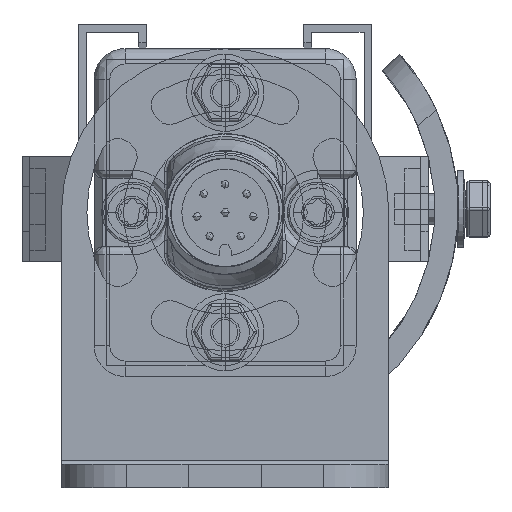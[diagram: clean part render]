
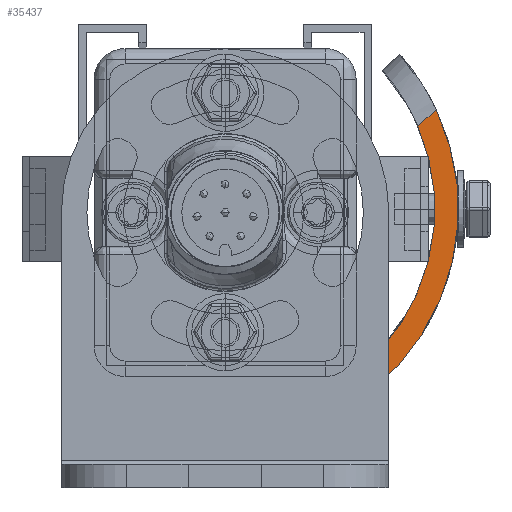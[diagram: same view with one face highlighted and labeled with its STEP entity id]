
A CAD part, front view. The second image highlights one B-rep face of the part: STEP entity #35437.
In plain terms, the highlighted face is planar.
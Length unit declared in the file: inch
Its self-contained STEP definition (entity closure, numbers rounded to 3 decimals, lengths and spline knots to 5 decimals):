
#34417=DIRECTION('',(1.,0.,0.));
#34418=VECTOR('',#34417,0.375);
#34419=CARTESIAN_POINT('',(0.,0.16,-1.11));
#34420=LINE('',#34419,#34418);
#34438=DIRECTION('',(0.,1.,0.));
#34439=VECTOR('',#34438,0.09);
#34440=CARTESIAN_POINT('',(0.375,0.16,-1.11));
#34441=LINE('',#34440,#34439);
#34459=DIRECTION('',(1.,0.,0.));
#34460=VECTOR('',#34459,0.375);
#34461=CARTESIAN_POINT('',(0.,0.25,-1.11));
#34462=LINE('',#34461,#34460);
#34653=DIRECTION('',(0.749,-0.663,0.));
#34654=VECTOR('',#34653,0.09423);
#34655=CARTESIAN_POINT('',(-0.80539,1.42875,-1.11));
#34656=LINE('',#34655,#34654);
#34685=CARTESIAN_POINT('',(0.,1.05,-1.11));
#34686=DIRECTION('',(0.,0.,-1.));
#34687=DIRECTION('',(0.,-1.,0.));
#34688=AXIS2_PLACEMENT_3D('',#34685,#34686,#34687);
#34690=CARTESIAN_POINT('',(0.,1.05,-1.11));
#34691=DIRECTION('',(0.,0.,1.));
#34692=DIRECTION('',(-0.905,0.426,0.));
#34693=AXIS2_PLACEMENT_3D('',#34690,#34691,#34692);
#34851=CARTESIAN_POINT('',(0.,0.25,-1.11));
#34852=VERTEX_POINT('',#34851);
#34853=CARTESIAN_POINT('',(0.,0.16,-1.11));
#34854=VERTEX_POINT('',#34853);
#34875=CARTESIAN_POINT('',(0.375,0.16,-1.11));
#34876=VERTEX_POINT('',#34875);
#34877=CARTESIAN_POINT('',(0.375,0.25,-1.11));
#34878=VERTEX_POINT('',#34877);
#34886=CARTESIAN_POINT('',(-0.80539,1.42875,-1.11));
#34887=CARTESIAN_POINT('',(-0.73481,1.36631,-1.11));
#34888=VERTEX_POINT('',#34886);
#34889=VERTEX_POINT('',#34887);
#35424=CARTESIAN_POINT('',(0.,0.16,-1.11));
#35425=DIRECTION('',(0.,0.,-1.));
#35426=DIRECTION('',(1.,0.,0.));
#35427=AXIS2_PLACEMENT_3D('',#35424,#35425,#35426);
#35428=PLANE('',#35427);
#35429=ORIENTED_EDGE('',*,*,#35161,.T.);
#35430=ORIENTED_EDGE('',*,*,#35178,.T.);
#35431=ORIENTED_EDGE('',*,*,#35194,.F.);
#35432=ORIENTED_EDGE('',*,*,#35358,.T.);
#35433=ORIENTED_EDGE('',*,*,#35416,.F.);
#35434=ORIENTED_EDGE('',*,*,#35300,.T.);
#35435=EDGE_LOOP('',(#35429,#35430,#35431,#35432,#35433,#35434));
#35436=FACE_OUTER_BOUND('',#35435,.F.);
#35437=ADVANCED_FACE('',(#35436),#35428,.T.);
#34689=CIRCLE('',#34688,0.8);
#34694=CIRCLE('',#34693,0.89);
#35161=EDGE_CURVE('',#34854,#34876,#34420,.T.);
#35178=EDGE_CURVE('',#34876,#34878,#34441,.T.);
#35194=EDGE_CURVE('',#34852,#34878,#34462,.T.);
#35300=EDGE_CURVE('',#34888,#34854,#34694,.T.);
#35358=EDGE_CURVE('',#34852,#34889,#34689,.T.);
#35416=EDGE_CURVE('',#34888,#34889,#34656,.T.);
